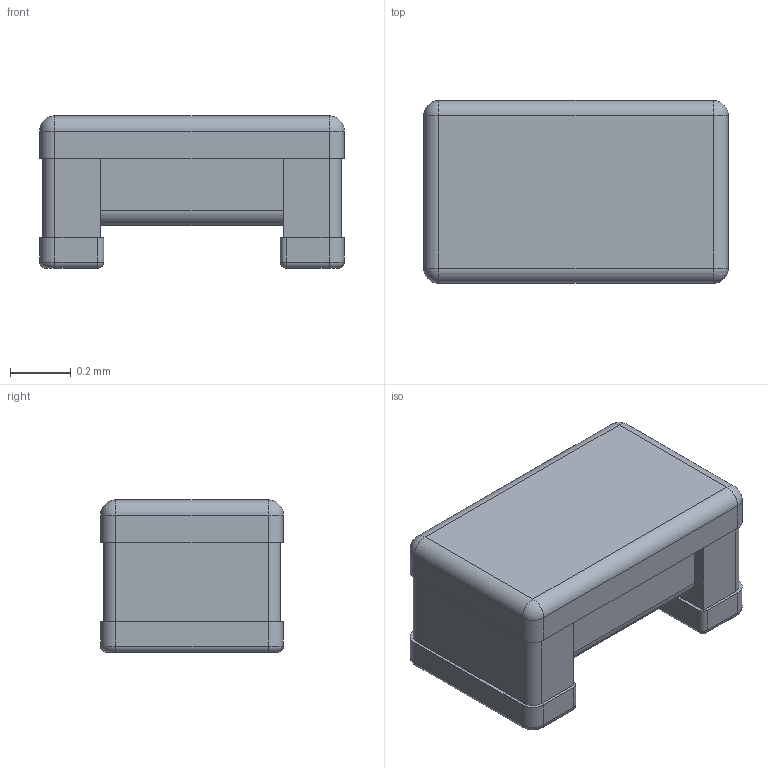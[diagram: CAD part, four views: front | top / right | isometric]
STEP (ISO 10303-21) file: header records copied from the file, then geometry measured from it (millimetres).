
FILE_DESCRIPTION (( 'STEP AP214' ), '1' );
FILE_NAME ('IND-SMD_L1.0-W0.5-2.STEP', '2021-11-27T13:20:16', ( 'Sky123.Org' ), ( 'Sky123.Org' ), 'SwSTEP 2.0', 'SolidWorks 2017', '' );
FILE_SCHEMA (( 'AUTOMOTIVE_DESIGN' ));
Length unit declared in the file: millimetre
Products named in the file (1): IND-SMD_L1.0-W0.5-2
Bounding box: 1 x 0.6 x 0.5 mm (x, y, z)
Volume: 0.2 mm3; surface area: 2.8 mm2
Topology: 1 solids, 1 shells, 130 faces, 330 edges, 204 vertices
Faces by surface type: plane 74, cylinder 30, bspline 14, sphere 8, torus 4
Entity records: 5331 total; most frequent: CARTESIAN_POINT 1455, ORIENTED_EDGE 644, DIRECTION 592, EDGE_CURVE 322, LINE 230, VECTOR 230, VERTEX_POINT 204, AXIS2_PLACEMENT_3D 181
